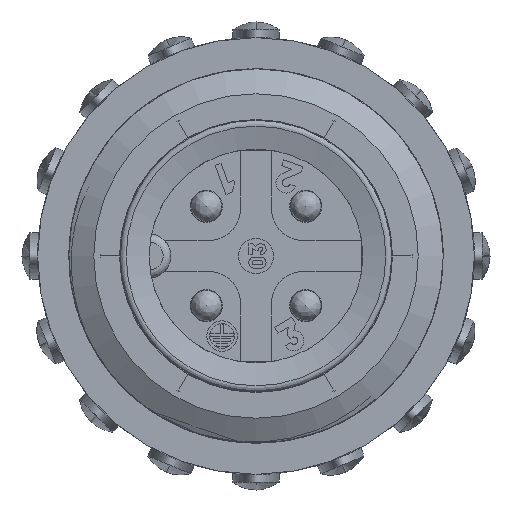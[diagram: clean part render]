
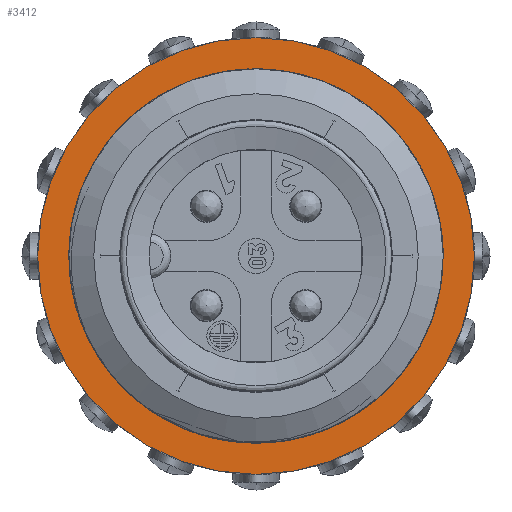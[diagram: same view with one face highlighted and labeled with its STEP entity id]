
A CAD part, left-side view. The second image highlights one B-rep face of the part: STEP entity #3412.
In plain terms, the highlighted planar face has unit normal (-1, 0, 0).
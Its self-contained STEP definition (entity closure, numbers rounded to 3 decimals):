
#729=FACE_BOUND('',#7176,.T.);
#730=FACE_BOUND('',#7177,.T.);
#1106=B_SPLINE_CURVE_WITH_KNOTS('',3,(#45030,#45031,#45032,#45033,#45034,
#45035,#45036,#45037,#45038,#45039,#45040,#45041,#45042,#45043,#45044,#45045,
#45046),.UNSPECIFIED.,.F.,.F.,(4,2,2,2,1,2,2,2,4),(0.,0.25,
0.5,0.75,0.813,0.844,
0.875,0.938,1.),.UNSPECIFIED.);
#1107=B_SPLINE_CURVE_WITH_KNOTS('',3,(#45049,#45050,#45051,#45052),
 .UNSPECIFIED.,.F.,.F.,(4,4),(0.,1.),.UNSPECIFIED.);
#1108=B_SPLINE_CURVE_WITH_KNOTS('',3,(#45054,#45055,#45056,#45057,#45058,
#45059,#45060,#45061,#45062,#45063,#45064,#45065,#45066,#45067),
 .UNSPECIFIED.,.F.,.F.,(4,2,2,2,2,2,4),(0.,0.063,0.094,
0.125,0.25,0.5,1.),.UNSPECIFIED.);
#1109=B_SPLINE_CURVE_WITH_KNOTS('',3,(#45069,#45070,#45071,#45072,#45073,
#45074,#45075,#45076,#45077,#45078,#45079,#45080,#45081,#45082,#45083),
 .UNSPECIFIED.,.F.,.F.,(4,2,2,2,1,2,2,4),(0.,0.5,0.625,
0.75,0.813,0.844,0.875,
1.),.UNSPECIFIED.);
#1110=B_SPLINE_CURVE_WITH_KNOTS('',3,(#45085,#45086,#45087,#45088),
 .UNSPECIFIED.,.F.,.F.,(4,4),(0.,1.),.UNSPECIFIED.);
#1111=B_SPLINE_CURVE_WITH_KNOTS('',3,(#45090,#45091,#45092,#45093,#45094,
#45095,#45096,#45097,#45098,#45099,#45100,#45101,#45102,#45103),
 .UNSPECIFIED.,.F.,.F.,(4,2,2,2,2,2,4),(0.,0.063,0.125,0.25,
0.375,0.5,1.),.UNSPECIFIED.);
#2141=CIRCLE('',#27965,14.);
#3412=ADVANCED_FACE('',(#729,#730),#4638,.T.);
#4638=PLANE('',#27967);
#7176=EDGE_LOOP('',(#11903,#11904,#11905,#11906,#11907,#11908));
#7177=EDGE_LOOP('',(#11909));
#11903=ORIENTED_EDGE('',*,*,#20408,.T.);
#11904=ORIENTED_EDGE('',*,*,#20409,.T.);
#11905=ORIENTED_EDGE('',*,*,#20410,.T.);
#11906=ORIENTED_EDGE('',*,*,#20411,.T.);
#11907=ORIENTED_EDGE('',*,*,#20412,.T.);
#11908=ORIENTED_EDGE('',*,*,#20413,.T.);
#11909=ORIENTED_EDGE('',*,*,#20401,.T.);
#17191=VERTEX_POINT('',#44762);
#17197=VERTEX_POINT('',#45047);
#17198=VERTEX_POINT('',#45048);
#17199=VERTEX_POINT('',#45053);
#17200=VERTEX_POINT('',#45068);
#17201=VERTEX_POINT('',#45084);
#17202=VERTEX_POINT('',#45089);
#20401=EDGE_CURVE('',#17191,#17191,#2141,.T.);
#20408=EDGE_CURVE('',#17197,#17198,#1106,.T.);
#20409=EDGE_CURVE('',#17198,#17199,#1107,.T.);
#20410=EDGE_CURVE('',#17199,#17200,#1108,.T.);
#20411=EDGE_CURVE('',#17200,#17201,#1109,.T.);
#20412=EDGE_CURVE('',#17201,#17202,#1110,.T.);
#20413=EDGE_CURVE('',#17202,#17197,#1111,.T.);
#27965=AXIS2_PLACEMENT_3D('',#44761,#32711,#32712);
#27967=AXIS2_PLACEMENT_3D('',#45104,#32716,#32717);
#32711=DIRECTION('',(-1.,0.,0.));
#32712=DIRECTION('',(0.,-1.,0.));
#32716=DIRECTION('',(-1.,0.,0.));
#32717=DIRECTION('',(0.,1.,0.));
#44761=CARTESIAN_POINT('',(-8.791,26.156,41.567));
#44762=CARTESIAN_POINT('',(-8.791,12.156,41.567));
#45030=CARTESIAN_POINT('',(-8.791,25.414,29.59));
#45031=CARTESIAN_POINT('',(-8.791,26.853,29.501));
#45032=CARTESIAN_POINT('',(-8.791,28.284,29.681));
#45033=CARTESIAN_POINT('',(-8.791,30.976,30.528));
#45034=CARTESIAN_POINT('',(-8.791,32.192,31.166));
#45035=CARTESIAN_POINT('',(-8.791,34.419,32.911));
#45036=CARTESIAN_POINT('',(-8.791,35.3,33.897));
#45037=CARTESIAN_POINT('',(-8.791,36.216,35.451));
#45038=CARTESIAN_POINT('',(-8.791,36.464,35.924));
#45039=CARTESIAN_POINT('',(-8.791,36.673,36.406));
#45040=CARTESIAN_POINT('',(-8.791,36.803,36.73));
#45041=CARTESIAN_POINT('',(-8.791,36.853,36.862));
#45042=CARTESIAN_POINT('',(-8.791,37.054,37.446));
#45043=CARTESIAN_POINT('',(-8.791,37.15,37.783));
#45044=CARTESIAN_POINT('',(-8.791,37.34,38.685));
#45045=CARTESIAN_POINT('',(-8.791,37.392,39.095));
#45046=CARTESIAN_POINT('',(-8.791,37.4,39.464));
#45047=CARTESIAN_POINT('',(-8.791,25.414,29.59));
#45048=CARTESIAN_POINT('',(-8.791,37.4,39.464));
#45049=CARTESIAN_POINT('',(-8.791,37.4,39.464));
#45050=CARTESIAN_POINT('',(-8.791,37.419,40.397));
#45051=CARTESIAN_POINT('',(-8.791,37.323,41.33));
#45052=CARTESIAN_POINT('',(-8.791,37.109,42.238));
#45053=CARTESIAN_POINT('',(-8.791,37.109,42.238));
#45054=CARTESIAN_POINT('',(-8.791,37.109,42.238));
#45055=CARTESIAN_POINT('',(-8.791,37.047,42.499));
#45056=CARTESIAN_POINT('',(-8.791,36.978,42.795));
#45057=CARTESIAN_POINT('',(-8.791,36.9,43.135));
#45058=CARTESIAN_POINT('',(-8.791,36.871,43.252));
#45059=CARTESIAN_POINT('',(-8.791,36.806,43.496));
#45060=CARTESIAN_POINT('',(-8.791,36.779,43.592));
#45061=CARTESIAN_POINT('',(-8.791,36.537,44.401));
#45062=CARTESIAN_POINT('',(-8.791,36.332,44.957));
#45063=CARTESIAN_POINT('',(-8.791,35.472,46.795));
#45064=CARTESIAN_POINT('',(-8.791,34.71,47.881));
#45065=CARTESIAN_POINT('',(-8.791,31.905,50.677));
#45066=CARTESIAN_POINT('',(-8.791,29.447,51.795));
#45067=CARTESIAN_POINT('',(-8.791,26.799,51.959));
#45068=CARTESIAN_POINT('',(-8.791,26.799,51.959));
#45069=CARTESIAN_POINT('',(-8.791,26.799,51.959));
#45070=CARTESIAN_POINT('',(-8.791,24.133,52.123));
#45071=CARTESIAN_POINT('',(-8.791,21.539,51.301));
#45072=CARTESIAN_POINT('',(-8.791,18.932,49.261));
#45073=CARTESIAN_POINT('',(-8.791,18.451,48.812));
#45074=CARTESIAN_POINT('',(-8.791,17.572,47.831));
#45075=CARTESIAN_POINT('',(-8.791,17.153,47.268));
#45076=CARTESIAN_POINT('',(-8.791,16.647,46.458));
#45077=CARTESIAN_POINT('',(-8.791,16.407,46.037));
#45078=CARTESIAN_POINT('',(-8.791,16.187,45.592));
#45079=CARTESIAN_POINT('',(-8.791,16.044,45.291));
#45080=CARTESIAN_POINT('',(-8.791,15.962,45.109));
#45081=CARTESIAN_POINT('',(-8.791,15.687,44.468));
#45082=CARTESIAN_POINT('',(-8.791,15.528,44.028));
#45083=CARTESIAN_POINT('',(-8.791,15.369,43.584));
#45084=CARTESIAN_POINT('',(-8.791,15.369,43.584));
#45085=CARTESIAN_POINT('',(-8.791,15.369,43.584));
#45086=CARTESIAN_POINT('',(-8.791,15.045,42.71));
#45087=CARTESIAN_POINT('',(-8.791,14.834,41.794));
#45088=CARTESIAN_POINT('',(-8.791,14.739,40.867));
#45089=CARTESIAN_POINT('',(-8.791,14.739,40.867));
#45090=CARTESIAN_POINT('',(-8.791,14.739,40.867));
#45091=CARTESIAN_POINT('',(-8.791,14.705,40.538));
#45092=CARTESIAN_POINT('',(-8.791,14.706,40.109));
#45093=CARTESIAN_POINT('',(-8.791,14.753,39.392));
#45094=CARTESIAN_POINT('',(-8.791,14.801,39.019));
#45095=CARTESIAN_POINT('',(-8.791,15.,37.955));
#45096=CARTESIAN_POINT('',(-8.791,15.223,37.227));
#45097=CARTESIAN_POINT('',(-8.791,15.79,35.878));
#45098=CARTESIAN_POINT('',(-8.791,16.132,35.242));
#45099=CARTESIAN_POINT('',(-8.791,16.935,34.046));
#45100=CARTESIAN_POINT('',(-8.791,17.417,33.465));
#45101=CARTESIAN_POINT('',(-8.791,19.908,30.966));
#45102=CARTESIAN_POINT('',(-8.791,22.579,29.766));
#45103=CARTESIAN_POINT('',(-8.791,25.414,29.59));
#45104=CARTESIAN_POINT('',(-8.791,9.03,58.72));
